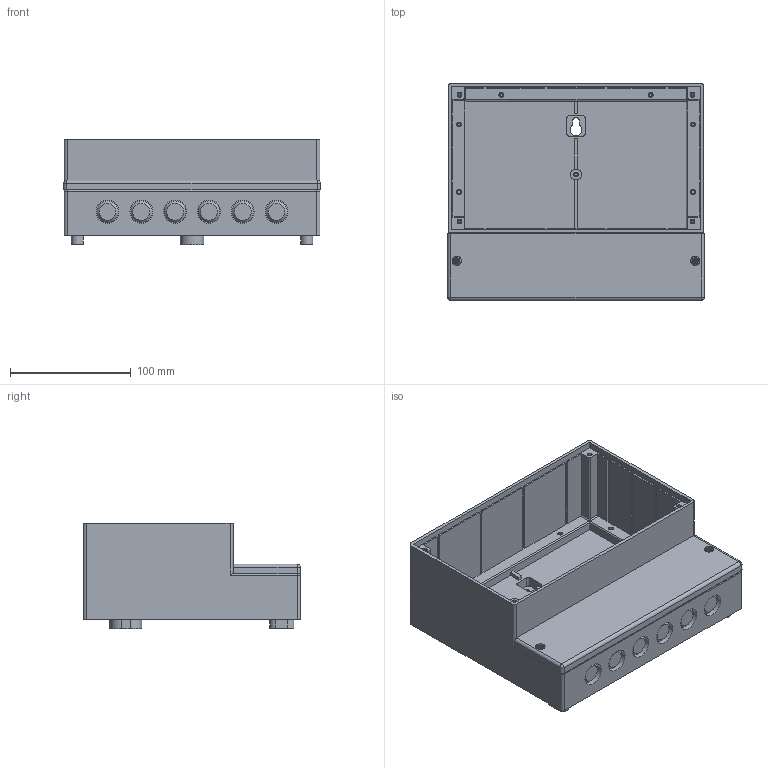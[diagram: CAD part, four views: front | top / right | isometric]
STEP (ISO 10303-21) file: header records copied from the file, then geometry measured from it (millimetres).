
FILE_DESCRIPTION(/* description */ (''),/* implementation_level */ '2;1');
FILE_NAME(/* name */ '0701100900 - MBRCA 20.stp',/* time_stamp */ '2017-02-10T13:08:35+01:00',/* author */ ('robin.rentz'),/* organization */ (''),/* preprocessor_version */ 'ST-DEVELOPER v16.5',/* originating_system */ 'Autodesk Inventor 2017',/* authorisation */ '');
FILE_SCHEMA (('AUTOMOTIVE_DESIGN { 1 0 10303 214 3 1 1 }'));
Length unit declared in the file: millimetre
Products named in the file (6): 0701100900 - MBRCA 20; 070110____-UT_MBRCA 20; 0701101005-Klemmraumabdeckung MBRCA 20-20K; Einpressmutter M4x9,5 mm Dodge; 1990000243 Schrauben A2 BM4x10_6; 1900000000
Assembly tree (17 placements, depth 2):
  0701100900 - MBRCA 20
    070110____-UT_MBRCA 20
    0701101005-Klemmraumabdeckung MBRCA 20-20K
    1900000000  x11
    Einpressmutter M4x9,5 mm Dodge  x2
    1990000243 Schrauben A2 BM4x10_6  x2
Bounding box: 212.5 x 180 x 87.5 mm (x, y, z)
Volume: 425232.4 mm3; surface area: 277872.8 mm2
Topology: 17 solids, 17 shells, 990 faces, 2723 edges, 1759 vertices
Faces by surface type: plane 600, cylinder 266, cone 54, torus 48, bspline 18, sphere 4
Full cylindrical faces by diameter (mm): 2 x6, 2.459 x11, 3.242 x2, 3.3 x2, 3.6 x2, 4 x24, 5.5 x2, 5.6 x2, 6.5 x4, 6.8 x2, 7.9 x2, 9 x1, 19 x11
Entity records: 18771 total; most frequent: CARTESIAN_POINT 3913, DIRECTION 3077, ORIENTED_EDGE 2944, EDGE_CURVE 1472, AXIS2_PLACEMENT_3D 1055, VERTEX_POINT 1001, LINE 967, VECTOR 967
